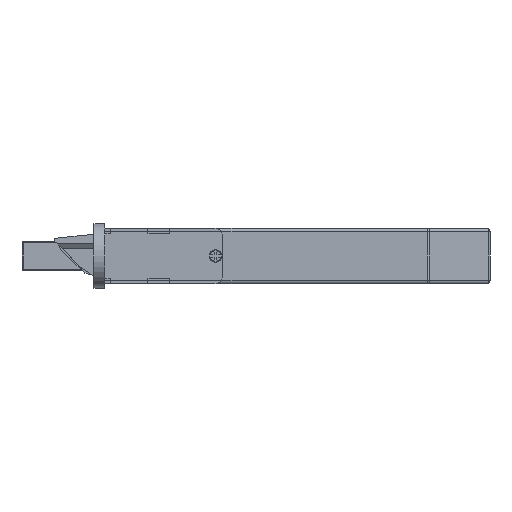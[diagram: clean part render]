
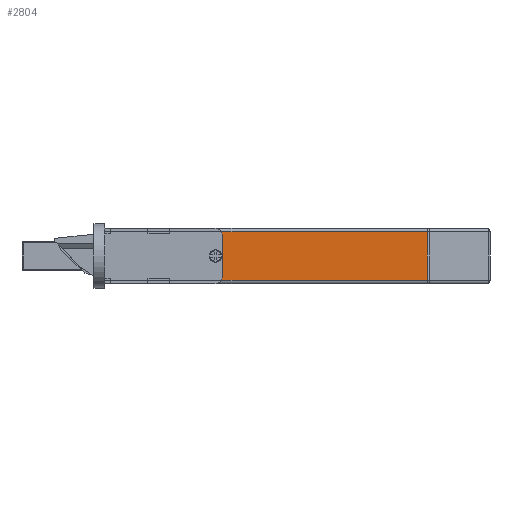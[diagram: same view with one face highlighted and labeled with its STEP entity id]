
A CAD part, front view. The second image highlights one B-rep face of the part: STEP entity #2804.
In plain terms, the highlighted planar face has unit normal (0, -1, 0).
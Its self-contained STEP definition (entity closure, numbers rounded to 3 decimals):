
#19 = ORIENTED_EDGE ( 'NONE', *, *, #7560, .T. ) ;
#127 = VERTEX_POINT ( 'NONE', #9540 ) ;
#214 = DIRECTION ( 'NONE',  ( 0., 0., 1. ) ) ;
#222 = VECTOR ( 'NONE', #9505, 1000. ) ;
#261 = ORIENTED_EDGE ( 'NONE', *, *, #9971, .F. ) ;
#313 = PLANE ( 'NONE',  #4814 ) ;
#349 = EDGE_LOOP ( 'NONE', ( #261, #4593 ) ) ;
#517 = CARTESIAN_POINT ( 'NONE',  ( 14., -14.7, -1.75 ) ) ;
#862 = ORIENTED_EDGE ( 'NONE', *, *, #4664, .T. ) ;
#1221 = EDGE_CURVE ( 'NONE', #1996, #2506, #8550, .T. ) ;
#1297 = EDGE_CURVE ( 'NONE', #127, #7211, #3241, .T. ) ;
#1308 = DIRECTION ( 'NONE',  ( 0., -1., 0. ) ) ;
#1462 = CARTESIAN_POINT ( 'NONE',  ( 103.586, -14.7, -0.75 ) ) ;
#1996 = VERTEX_POINT ( 'NONE', #5748 ) ;
#2062 = CARTESIAN_POINT ( 'NONE',  ( 103.586, -14.7, -1.75 ) ) ;
#2506 = VERTEX_POINT ( 'NONE', #9911 ) ;
#2804 = ADVANCED_FACE ( 'NONE', ( #2898, #6217 ), #313, .T. ) ;
#2898 = FACE_BOUND ( 'NONE', #349, .T. ) ;
#3241 = CIRCLE ( 'NONE', #6241, 1.75 ) ;
#3695 = CARTESIAN_POINT ( 'NONE',  ( 44.75, -14.7, 6. ) ) ;
#3757 = AXIS2_PLACEMENT_3D ( 'NONE', #4430, #8874, #6311 ) ;
#3850 = CARTESIAN_POINT ( 'NONE',  ( 44.75, -14.7, 4.25 ) ) ;
#4161 = EDGE_CURVE ( 'NONE', #4495, #2506, #6035, .T. ) ;
#4419 = CARTESIAN_POINT ( 'NONE',  ( 104., -14.7, -0.75 ) ) ;
#4430 = CARTESIAN_POINT ( 'NONE',  ( 44.75, -14.7, 6. ) ) ;
#4495 = VERTEX_POINT ( 'NONE', #6665 ) ;
#4593 = ORIENTED_EDGE ( 'NONE', *, *, #1297, .F. ) ;
#4664 = EDGE_CURVE ( 'NONE', #1996, #9082, #7933, .T. ) ;
#4814 = AXIS2_PLACEMENT_3D ( 'NONE', #517, #8745, #6282 ) ;
#5431 = DIRECTION ( 'NONE',  ( 0., 0., 1. ) ) ;
#5748 = CARTESIAN_POINT ( 'NONE',  ( 14., -14.7, -0.75 ) ) ;
#5975 = CARTESIAN_POINT ( 'NONE',  ( 14., -14.7, -1.75 ) ) ;
#6035 = LINE ( 'NONE', #9445, #222 ) ;
#6109 = EDGE_LOOP ( 'NONE', ( #10635, #862, #19, #6411 ) ) ;
#6217 = FACE_OUTER_BOUND ( 'NONE', #6109, .T. ) ;
#6241 = AXIS2_PLACEMENT_3D ( 'NONE', #3695, #1308, #7087 ) ;
#6276 = LINE ( 'NONE', #2062, #9325 ) ;
#6282 = DIRECTION ( 'NONE',  ( 1., 0., 0. ) ) ;
#6311 = DIRECTION ( 'NONE',  ( 0., 0., -1. ) ) ;
#6411 = ORIENTED_EDGE ( 'NONE', *, *, #4161, .T. ) ;
#6665 = CARTESIAN_POINT ( 'NONE',  ( 103.586, -14.7, 12.75 ) ) ;
#7087 = DIRECTION ( 'NONE',  ( 0., 0., -1. ) ) ;
#7211 = VERTEX_POINT ( 'NONE', #3850 ) ;
#7319 = CIRCLE ( 'NONE', #3757, 1.75 ) ;
#7321 = VECTOR ( 'NONE', #10376, 1000. ) ;
#7560 = EDGE_CURVE ( 'NONE', #9082, #4495, #6276, .T. ) ;
#7933 = LINE ( 'NONE', #4419, #7321 ) ;
#8550 = LINE ( 'NONE', #5975, #10496 ) ;
#8745 = DIRECTION ( 'NONE',  ( 0., -1., 0. ) ) ;
#8874 = DIRECTION ( 'NONE',  ( 0., -1., 0. ) ) ;
#9082 = VERTEX_POINT ( 'NONE', #1462 ) ;
#9325 = VECTOR ( 'NONE', #5431, 1000. ) ;
#9445 = CARTESIAN_POINT ( 'NONE',  ( 14., -14.7, 12.75 ) ) ;
#9505 = DIRECTION ( 'NONE',  ( -1., 0., 0. ) ) ;
#9540 = CARTESIAN_POINT ( 'NONE',  ( 44.75, -14.7, 7.75 ) ) ;
#9911 = CARTESIAN_POINT ( 'NONE',  ( 14., -14.7, 12.75 ) ) ;
#9971 = EDGE_CURVE ( 'NONE', #7211, #127, #7319, .T. ) ;
#10376 = DIRECTION ( 'NONE',  ( 1., 0., 0. ) ) ;
#10496 = VECTOR ( 'NONE', #214, 1000. ) ;
#10635 = ORIENTED_EDGE ( 'NONE', *, *, #1221, .F. ) ;
